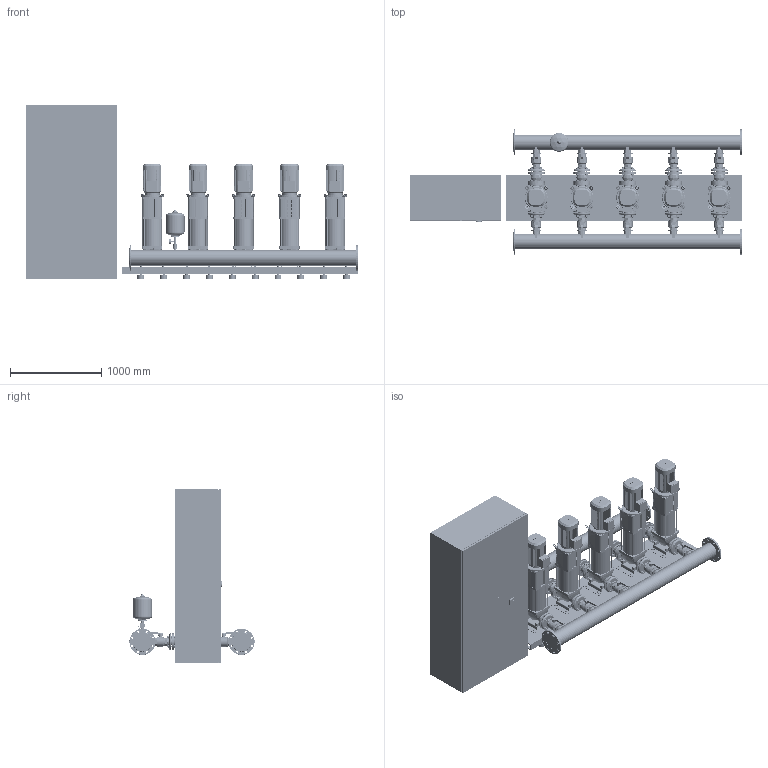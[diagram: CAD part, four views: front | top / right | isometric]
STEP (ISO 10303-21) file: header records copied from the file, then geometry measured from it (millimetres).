
FILE_DESCRIPTION((''),'2;1');
FILE_NAME('3d_COR-5HELIXV3603_1_K_CC-01-2530649.stp','2016-01-22T13:07:34',(''),(''),'Mechanical Desktop 2009','Mechanical Desktop 2009',', , ');
FILE_SCHEMA(('CONFIG_CONTROL_DESIGN'));
Length unit declared in the file: millimetre
Products named in the file (1): Product
Bounding box: 3630 x 1369 x 1900 mm (x, y, z)
Volume: 1311923404.1 mm3; surface area: 29826261.2 mm2
Topology: 293 solids, 293 shells, 9783 faces, 25270 edges, 16425 vertices
Faces by surface type: bspline 3871, plane 3465, cylinder 1835, cone 336, torus 274, sphere 2
Entity records: 342956 total; most frequent: CARTESIAN_POINT 109170, ORIENTED_EDGE 50440, DIRECTION 44375, EDGE_CURVE 25220, VERTEX_POINT 16409, VECTOR 15645, LINE 15645, AXIS2_PLACEMENT_3D 14365
